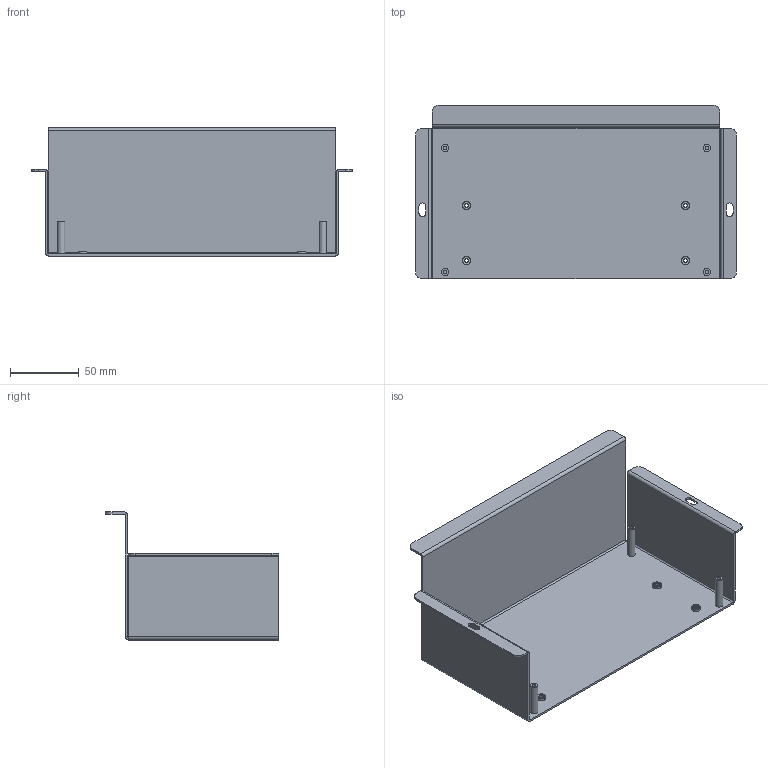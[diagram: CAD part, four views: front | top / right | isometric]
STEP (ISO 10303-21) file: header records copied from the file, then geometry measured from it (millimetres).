
FILE_DESCRIPTION (( 'STEP AP203' ), '1' );
FILE_NAME ('MS001-B.03.020JS.1.1 萇繚啣假蚾鍼踢.step', '2021-08-27T10:51:32', ( 'Windows User' ), ( 'P R C' ), 'SwSTEP 2.0', 'SolidWorks 2016', '' );
FILE_SCHEMA (( 'CONFIG_CONTROL_DESIGN' ));
Length unit declared in the file: millimetre
Products named in the file (1): MS001-B.03.020JS.1.1 萇繚啣假蚾鍼踢
Bounding box: 233 x 126 x 93 mm (x, y, z)
Volume: 93071.3 mm3; surface area: 125914.8 mm2
Topology: 1 solids, 1 shells, 120 faces, 278 edges, 172 vertices
Faces by surface type: cylinder 54, plane 38, cone 24, bspline 4
Entity records: 3707 total; most frequent: CARTESIAN_POINT 799, DIRECTION 628, ORIENTED_EDGE 556, EDGE_CURVE 278, AXIS2_PLACEMENT_3D 241, VERTEX_POINT 172, LINE 146, VECTOR 146
